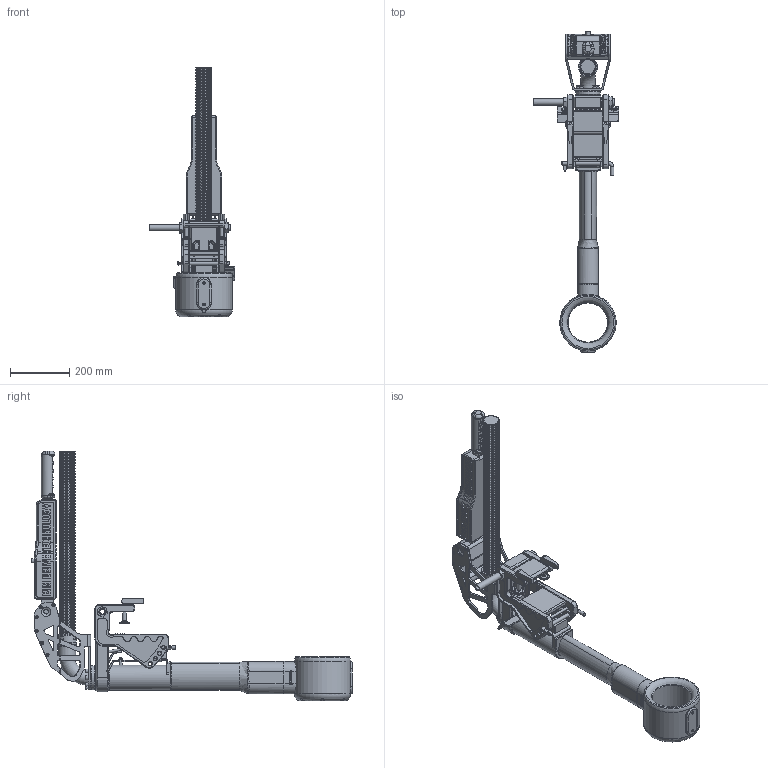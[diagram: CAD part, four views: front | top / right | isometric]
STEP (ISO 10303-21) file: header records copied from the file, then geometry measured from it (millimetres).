
FILE_DESCRIPTION (( 'STEP AP214' ), '1' );
FILE_NAME ('P-104-250-rev-A-133.STEP', '2025-11-04T07:55:44', ( '' ), ( '' ), 'SwSTEP 2.0', 'SolidWorks 2024', '' );
FILE_SCHEMA (( 'AUTOMOTIVE_DESIGN' ));
Length unit declared in the file: millimetre
Products named in the file (1): P-104-250-rev-A-133
Bounding box: 288.95 x 1086.25 x 846.26 mm (x, y, z)
Volume: 13619605.7 mm3; surface area: 1306591.7 mm2
Topology: 1 solids, 16 shells, 3778 faces, 9183 edges, 5670 vertices
Faces by surface type: plane 1898, cylinder 750, bspline 529, torus 333, cone 262, sphere 6
Full cylindrical faces by diameter (mm): 3 x4, 3.5 x4, 4 x2, 4.3 x2, 5 x5, 5.7 x4, 6 x4, 6.95 x2, 7.64 x6, 8 x2, 8.1 x3, 9 x1, 9.64 x12, 10 x4, 12 x8, 13 x14, 14 x1, 16 x2, 17 x1, 22.5 x2, 25 x2, 32 x2, 35 x2, 40 x1, 48 x62, 54.5 x63, 58 x2, 63.5 x2, 80 x1, 82 x1
Entity records: 160361 total; most frequent: CARTESIAN_POINT 42418, ORIENTED_EDGE 16816, DIRECTION 15021, EDGE_CURVE 8408, VERTEX_POINT 5549, AXIS2_PLACEMENT_3D 5391, EDGE_LOOP 4801, FACE_OUTER_BOUND 4289
